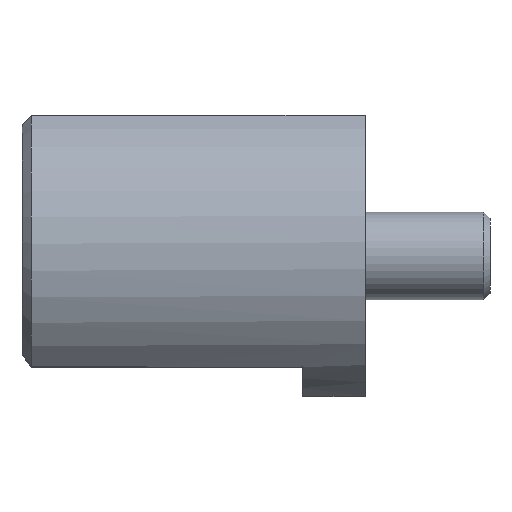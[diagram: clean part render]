
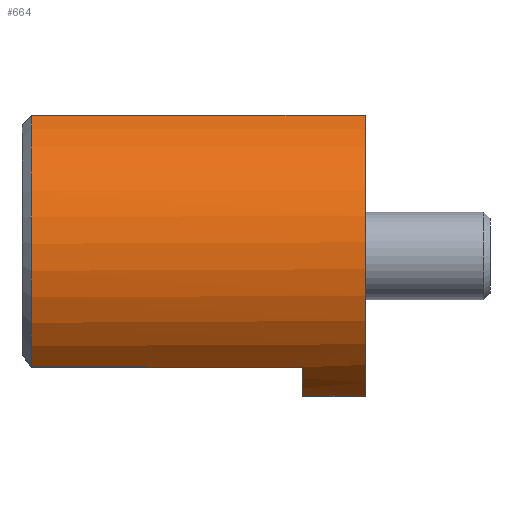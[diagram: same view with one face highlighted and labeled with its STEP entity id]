
A CAD part, top view. The second image highlights one B-rep face of the part: STEP entity #664.
In plain terms, the highlighted cylindrical face has radius 25 mm (diameter 50 mm), a partial arc.
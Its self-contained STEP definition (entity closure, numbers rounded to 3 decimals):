
#401=CARTESIAN_POINT('',(-73.5,22.5,10.897));
#402=VERTEX_POINT('',#401);
#471=CARTESIAN_POINT('',(-20.0,22.5,10.897));
#472=VERTEX_POINT('',#471);
#473=CARTESIAN_POINT('',(-20.0,22.5,10.897));
#474=DIRECTION('',(-1.0,0.0,0.0));
#475=VECTOR('',#474,53.5);
#476=LINE('',#473,#475);
#477=EDGE_CURVE('',#472,#402,#476,.T.);
#511=CARTESIAN_POINT('',(-20.0,-22.5,10.897));
#512=VERTEX_POINT('',#511);
#519=CARTESIAN_POINT('',(-30.0,-22.5,10.897));
#520=VERTEX_POINT('',#519);
#521=CARTESIAN_POINT('',(-30.0,-22.5,10.897));
#522=DIRECTION('',(1.0,0.0,0.0));
#523=VECTOR('',#522,10.0);
#524=LINE('',#521,#523);
#525=EDGE_CURVE('',#520,#512,#524,.T.);
#562=CARTESIAN_POINT('',(-73.5,-17.79,17.565));
#563=VERTEX_POINT('',#562);
#577=CARTESIAN_POINT('',(-73.5,0.0,0.0));
#578=DIRECTION('',(-1.0,0.0,0.0));
#579=DIRECTION('',(0.0,1.0,0.0));
#580=AXIS2_PLACEMENT_3D('',#577,#578,#579);
#581=CIRCLE('',#580,25.0);
#582=EDGE_CURVE('',#563,#402,#581,.T.);
#593=CARTESIAN_POINT('',(-20.0,0.0,0.0));
#594=DIRECTION('',(1.0,0.0,0.0));
#595=DIRECTION('',(0.0,1.0,0.0));
#596=AXIS2_PLACEMENT_3D('',#593,#594,#595);
#597=CIRCLE('',#596,25.0);
#598=EDGE_CURVE('',#472,#512,#597,.T.);
#621=CARTESIAN_POINT('',(-47.5,0.0,0.0));
#622=DIRECTION('',(1.0,0.0,0.0));
#623=DIRECTION('',(0.0,1.0,0.0));
#624=AXIS2_PLACEMENT_3D('',#621,#622,#623);
#625=CYLINDRICAL_SURFACE('',#624,25.0);
#626=ORIENTED_EDGE('',*,*,#477,.T.);
#627=ORIENTED_EDGE('',*,*,#582,.F.);
#628=CARTESIAN_POINT('',(-55.0,-17.79,17.565));
#629=VERTEX_POINT('',#628);
#630=CARTESIAN_POINT('',(-73.5,-17.79,17.565));
#631=DIRECTION('',(1.0,0.0,0.0));
#632=VECTOR('',#631,18.5);
#633=LINE('',#630,#632);
#634=EDGE_CURVE('',#563,#629,#633,.T.);
#635=ORIENTED_EDGE('',*,*,#634,.T.);
#636=CARTESIAN_POINT('',(-55.0,-17.854,17.5));
#637=VERTEX_POINT('',#636);
#638=CARTESIAN_POINT('',(-55.0,0.0,0.0));
#639=DIRECTION('',(1.0,0.0,0.0));
#640=DIRECTION('',(0.0,1.0,0.0));
#641=AXIS2_PLACEMENT_3D('',#638,#639,#640);
#642=CIRCLE('',#641,25.0);
#643=EDGE_CURVE('',#629,#637,#642,.T.);
#644=ORIENTED_EDGE('',*,*,#643,.T.);
#645=CARTESIAN_POINT('',(-30.0,-17.854,17.5));
#646=VERTEX_POINT('',#645);
#647=CARTESIAN_POINT('',(-55.0,-17.854,17.5));
#648=DIRECTION('',(1.0,0.0,0.0));
#649=VECTOR('',#648,25.0);
#650=LINE('',#647,#649);
#651=EDGE_CURVE('',#637,#646,#650,.T.);
#652=ORIENTED_EDGE('',*,*,#651,.T.);
#653=CARTESIAN_POINT('',(-30.0,0.0,0.0));
#654=DIRECTION('',(1.0,0.0,0.0));
#655=DIRECTION('',(0.0,1.0,0.0));
#656=AXIS2_PLACEMENT_3D('',#653,#654,#655);
#657=CIRCLE('',#656,25.0);
#658=EDGE_CURVE('',#646,#520,#657,.T.);
#659=ORIENTED_EDGE('',*,*,#658,.T.);
#660=ORIENTED_EDGE('',*,*,#525,.T.);
#661=ORIENTED_EDGE('',*,*,#598,.F.);
#662=EDGE_LOOP('',(#626,#627,#635,#644,#652,#659,#660,#661));
#663=FACE_OUTER_BOUND('',#662,.T.);
#664=ADVANCED_FACE('',(#663),#625,.T.);
